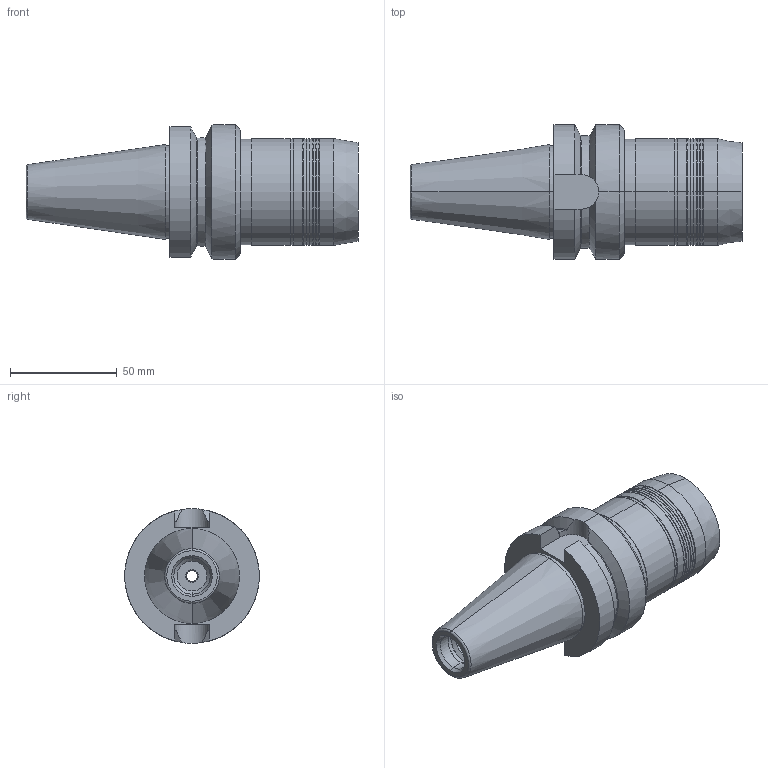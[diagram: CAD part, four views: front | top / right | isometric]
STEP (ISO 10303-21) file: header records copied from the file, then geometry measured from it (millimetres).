
FILE_DESCRIPTION (( 'STEP AP214' ), '1' );
FILE_NAME ('07.12.2018_39.05.043.009.STEP', '2018-12-07T13:25:11', ( '' ), ( '' ), 'SwSTEP 2.0', 'SolidWorks 2014', '' );
FILE_SCHEMA (( 'AUTOMOTIVE_DESIGN' ));
Length unit declared in the file: millimetre
Products named in the file (1): 07.12.2018_39.05.043.009
Bounding box: 155.4 x 63 x 63 mm (x, y, z)
Volume: 220681.4 mm3; surface area: 46932.8 mm2
Topology: 3 solids, 4 shells, 231 faces, 527 edges, 312 vertices
Faces by surface type: plane 80, cylinder 72, cone 63, torus 16
Entity records: 9318 total; most frequent: CARTESIAN_POINT 1518, DIRECTION 1139, ORIENTED_EDGE 1046, EDGE_CURVE 523, AXIS2_PLACEMENT_3D 449, VERTEX_POINT 312, EDGE_LOOP 249, LINE 241
